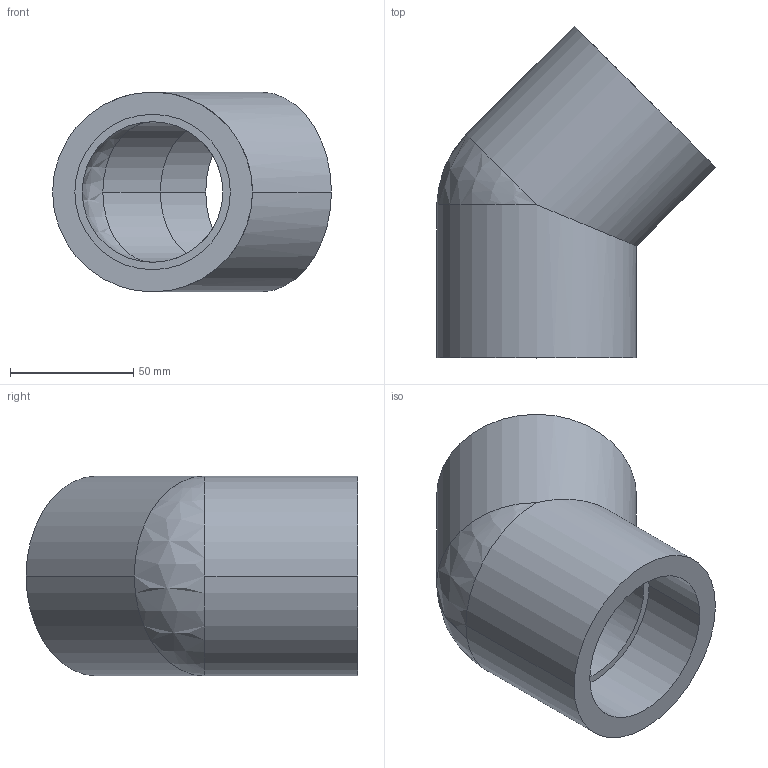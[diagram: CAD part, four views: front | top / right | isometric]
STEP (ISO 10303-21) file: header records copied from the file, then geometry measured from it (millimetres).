
FILE_DESCRIPTION( ( '' ), '1' );
FILE_NAME( 'AGRU_25050006307_PE 100 schwarz_Winkel 45°_63 - MOP 16 bar_105.stp', '2012-06-20T12:55:53', ( '' ), ( '' ), ' ', ' ', ' ' );
FILE_SCHEMA( ( 'CONFIG_CONTROL_DESIGN' ) );
Length unit declared in the file: millimetre
Products named in the file (1): 1
Bounding box: 112.98 x 134.48 x 81 mm (x, y, z)
Volume: 288513.8 mm3; surface area: 59843.6 mm2
Topology: 1 solids, 1 shells, 18 faces, 44 edges, 26 vertices
Faces by surface type: cylinder 12, plane 4, sphere 2
Entity records: 564 total; most frequent: DIRECTION 106, CARTESIAN_POINT 85, ORIENTED_EDGE 80, AXIS2_PLACEMENT_3D 47, EDGE_CURVE 40, VERTEX_POINT 26, CIRCLE 24, EDGE_LOOP 22
